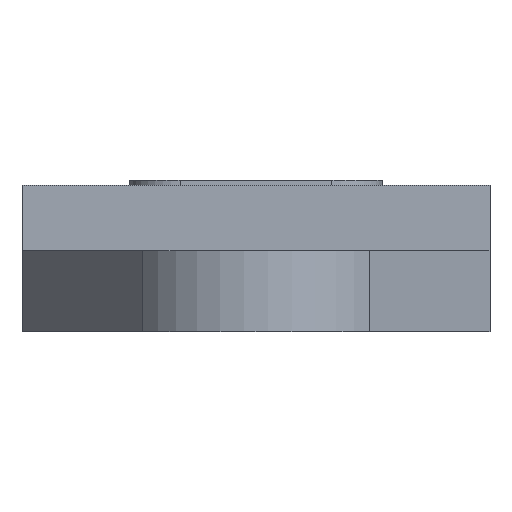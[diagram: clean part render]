
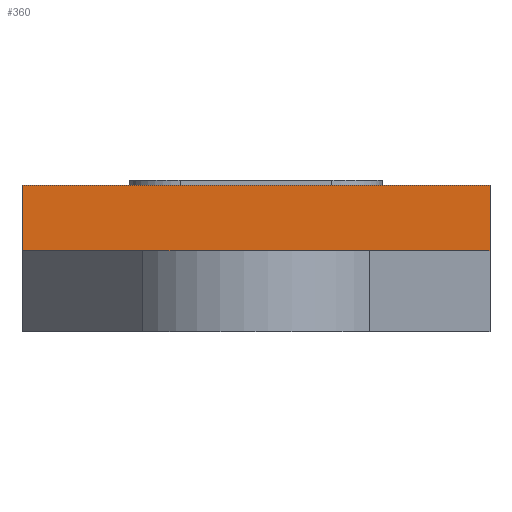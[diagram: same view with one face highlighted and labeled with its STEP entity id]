
A CAD part, left-side view. The second image highlights one B-rep face of the part: STEP entity #360.
In plain terms, the highlighted planar face has unit normal (-1, 0, 0).
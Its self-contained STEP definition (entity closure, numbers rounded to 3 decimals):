
#360=ADVANCED_FACE('',(#743),#744,.F.);
#480=VERTEX_POINT('',#876);
#482=VERTEX_POINT('',#878);
#484=EDGE_CURVE('',#480,#482,#880,.T.);
#486=VERTEX_POINT('',#882);
#488=EDGE_CURVE('',#486,#480,#884,.T.);
#490=VERTEX_POINT('',#886);
#492=EDGE_CURVE('',#490,#486,#888,.T.);
#494=EDGE_CURVE('',#482,#490,#890,.T.);
#743=FACE_OUTER_BOUND('',#1147,.T.);
#744=PLANE('',#1148);
#876=CARTESIAN_POINT('',(10.36,18.5,3.2));
#878=CARTESIAN_POINT('',(10.36,18.5,5.8));
#880=LINE('',#1333,#1334);
#882=CARTESIAN_POINT('',(10.36,0.0,3.2));
#884=LINE('',#1339,#1340);
#886=CARTESIAN_POINT('',(10.36,0.0,5.8));
#888=LINE('',#1345,#1346);
#890=LINE('',#1349,#1350);
#1147=EDGE_LOOP('',(#1694,#1695,#1696,#1697));
#1148=AXIS2_PLACEMENT_3D('',#1698,#1699,#1700);
#1333=CARTESIAN_POINT('',(10.36,18.5,1.6));
#1334=VECTOR('',#1847,1.0);
#1339=CARTESIAN_POINT('',(10.36,-0.25,3.2));
#1340=VECTOR('',#1848,1.0);
#1345=CARTESIAN_POINT('',(10.36,0.0,1.6));
#1346=VECTOR('',#1849,1.0);
#1349=CARTESIAN_POINT('',(10.36,14.,5.8));
#1350=VECTOR('',#1850,1.0);
#1694=ORIENTED_EDGE('',*,*,#484,.F.);
#1695=ORIENTED_EDGE('',*,*,#488,.F.);
#1696=ORIENTED_EDGE('',*,*,#492,.F.);
#1697=ORIENTED_EDGE('',*,*,#494,.F.);
#1698=CARTESIAN_POINT('',(10.36,18.75,3.2));
#1699=DIRECTION('',(1.0,0.0,0.0));
#1700=DIRECTION('',(0.0,0.0,-1.0));
#1847=DIRECTION('',(0.0,0.0,1.0));
#1848=DIRECTION('',(0.0,1.0,0.0));
#1849=DIRECTION('',(0.0,0.0,-1.0));
#1850=DIRECTION('',(0.0,-1.0,0.0));
